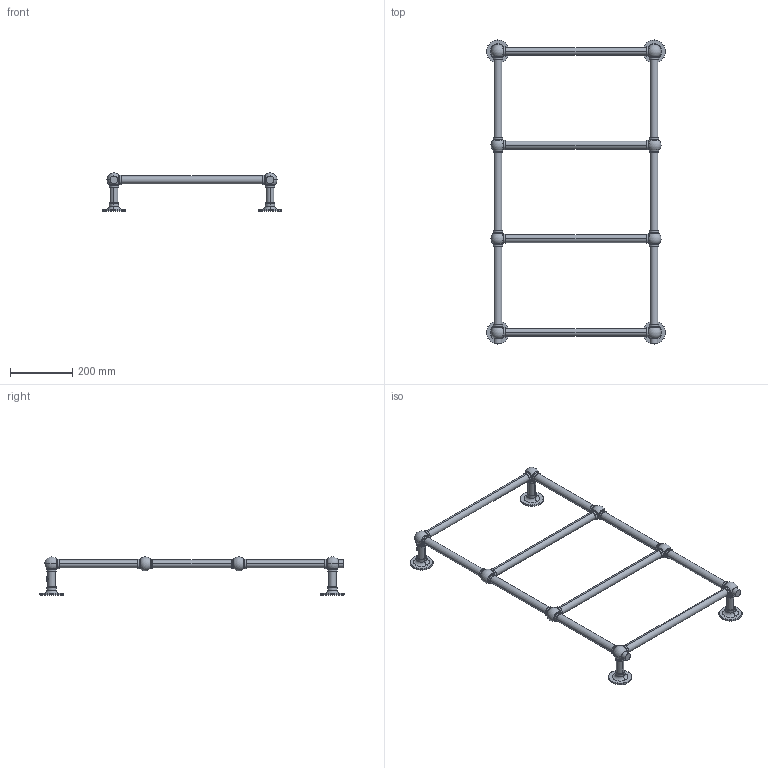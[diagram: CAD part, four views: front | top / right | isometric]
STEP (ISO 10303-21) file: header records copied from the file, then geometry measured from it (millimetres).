
FILE_DESCRIPTION((''),'2;1');
FILE_NAME('3551330150011_3D_SITO_ASM','2022-11-07T14:43:33',('PC132'),(''),'CREO PARAMETRIC BY PTC INC, 2022124','CREO PARAMETRIC BY PTC INC, 2022124','');
FILE_SCHEMA(('AUTOMOTIVE_DESIGN { 1 0 10303 214 1 1 1 1 }'));
Length unit declared in the file: millimetre
Products named in the file (2): 3551330150011_3D_SITO; 3551330150011_3D_SITO_ASM
Assembly tree (1 placements, depth 2):
  3551330150011_3D_SITO_ASM
    3551330150011_3D_SITO
Bounding box: 574 x 974 x 122.46 mm (x, y, z)
Volume: 2371221.2 mm3; surface area: 375749 mm2
Topology: 1 solids, 1 shells, 240 faces, 527 edges, 312 vertices
Faces by surface type: cylinder 100, torus 84, plane 40, sphere 16
Entity records: 10262 total; most frequent: DIRECTION 1441, CARTESIAN_POINT 1420, ORIENTED_EDGE 1046, AXIS2_PLACEMENT_3D 653, PRESENTATION_STYLE_ASSIGNMENT 556, STYLED_ITEM 556, CURVE_STYLE 555, EDGE_CURVE 523
